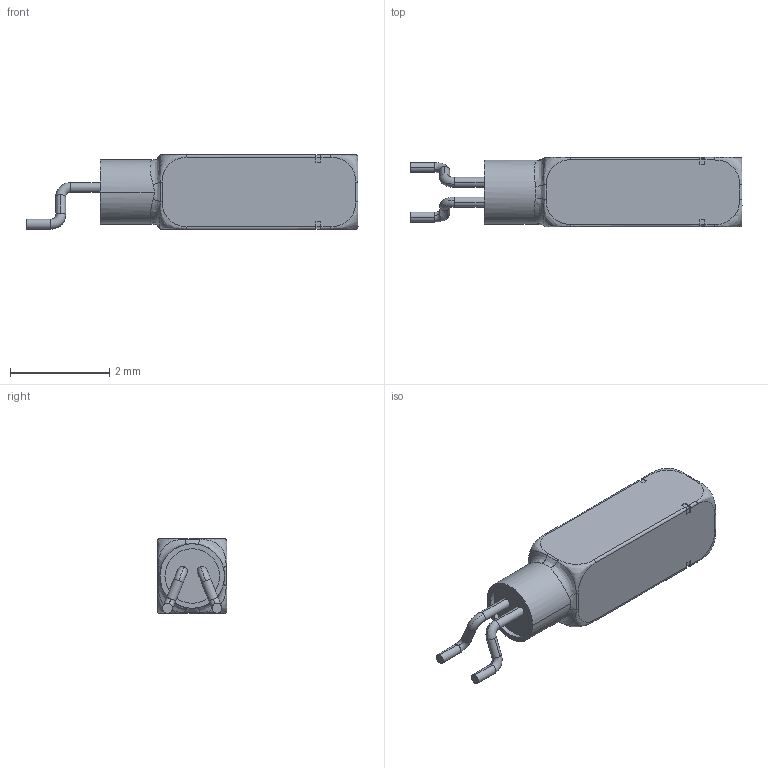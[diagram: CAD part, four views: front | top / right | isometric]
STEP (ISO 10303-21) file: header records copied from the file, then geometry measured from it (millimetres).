
FILE_DESCRIPTION (( 'STEP AP214' ), '1' );
FILE_NAME ('CRYSTAL-SMD_MS3V-T1R.STEP', '2023-03-27T15:19:04', ( '' ), ( '' ), 'SwSTEP 2.0', 'SolidWorks 2020', '' );
FILE_SCHEMA (( 'AUTOMOTIVE_DESIGN' ));
Length unit declared in the file: millimetre
Products named in the file (1): CRYSTAL-SMD_MS3V-T1R
Bounding box: 6.7 x 1.41 x 1.5 mm (x, y, z)
Volume: 10 mm3; surface area: 34.6 mm2
Topology: 1 solids, 1 shells, 317 faces, 871 edges, 578 vertices
Faces by surface type: plane 159, bspline 134, cylinder 16, torus 8
Entity records: 26171 total; most frequent: CARTESIAN_POINT 15552, ORIENTED_EDGE 1742, DIRECTION 979, EDGE_CURVE 871, VERTEX_POINT 578, VECTOR 503, LINE 503, EDGE_LOOP 339
